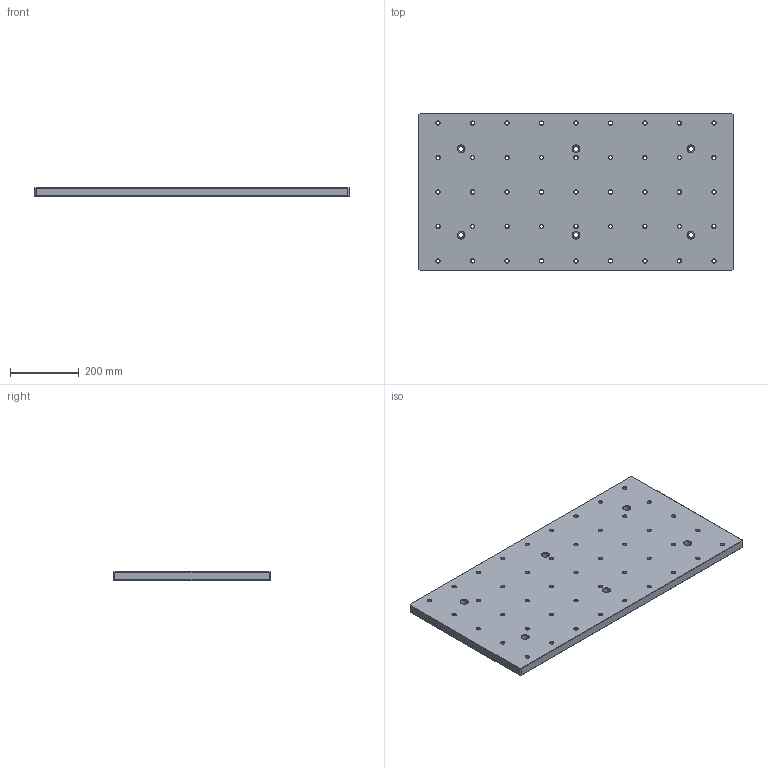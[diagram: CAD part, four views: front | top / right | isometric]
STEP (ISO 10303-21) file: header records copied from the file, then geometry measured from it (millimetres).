
FILE_DESCRIPTION (( 'STEP AP214' ), '1' );
FILE_NAME ('VF PP SUB PLATE - ALUMINUM PATTERN.STEP', '2024-09-24T19:27:40', ( '' ), ( '' ), 'SwSTEP 2.0', 'SolidWorks 2022', '' );
FILE_SCHEMA (( 'AUTOMOTIVE_DESIGN' ));
Length unit declared in the file: millimetre
Products named in the file (1): VF PP SUB PLATE - ALUMINUM PATTERN
Bounding box: 914.4 x 457.2 x 25 mm (x, y, z)
Volume: 10309208.6 mm3; surface area: 936090 mm2
Topology: 1 solids, 1 shells, 248 faces, 602 edges, 362 vertices
Faces by surface type: cylinder 114, cone 102, plane 32
Entity records: 8500 total; most frequent: DIRECTION 1430, CARTESIAN_POINT 1213, ORIENTED_EDGE 1204, EDGE_CURVE 602, AXIS2_PLACEMENT_3D 579, VERTEX_POINT 362, EDGE_LOOP 356, CIRCLE 330
